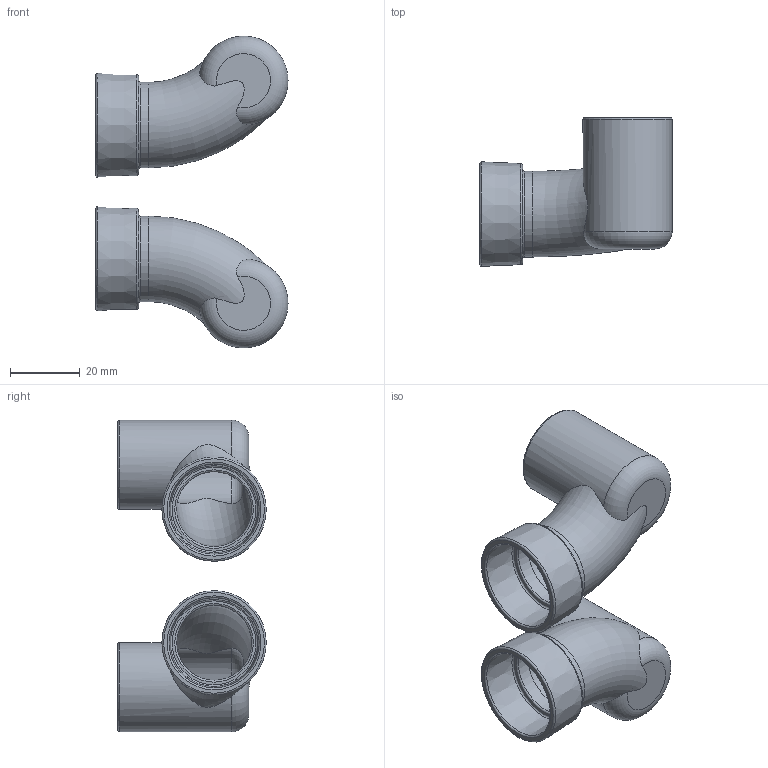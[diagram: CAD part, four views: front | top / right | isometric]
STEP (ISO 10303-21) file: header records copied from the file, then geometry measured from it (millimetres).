
FILE_DESCRIPTION(/* description */ (''),/* implementation_level */ '2;1');
FILE_NAME(/* name */ 'Air-humidifier-pipe-L+R.stp',/* time_stamp */ '2020-04-24T17:22:16+02:00',/* author */ ('Jakub Haluska'),/* organization */ (''),/* preprocessor_version */ 'ST-DEVELOPER v18',/* originating_system */ 'Autodesk Inventor 2020',/* authorisation */ '');
FILE_SCHEMA (('AUTOMOTIVE_DESIGN { 1 0 10303 214 3 1 1 }'));
Length unit declared in the file: millimetre
Products named in the file (1): Air-humidifier-pipe-L+R
Bounding box: 55 x 42.48 x 89.25 mm (x, y, z)
Volume: 17931.5 mm3; surface area: 22949.4 mm2
Topology: 2 solids, 2 shells, 48 faces, 132 edges, 92 vertices
Faces by surface type: torus 24, plane 12, cylinder 8, cone 4
Full cylindrical faces by diameter (mm): 21.5 x2, 22.5 x2, 24.5 x2, 25.5 x2
Entity records: 1994 total; most frequent: CARTESIAN_POINT 647, DIRECTION 310, ORIENTED_EDGE 264, AXIS2_PLACEMENT_3D 149, EDGE_CURVE 132, CIRCLE 100, VERTEX_POINT 92, EDGE_LOOP 56
